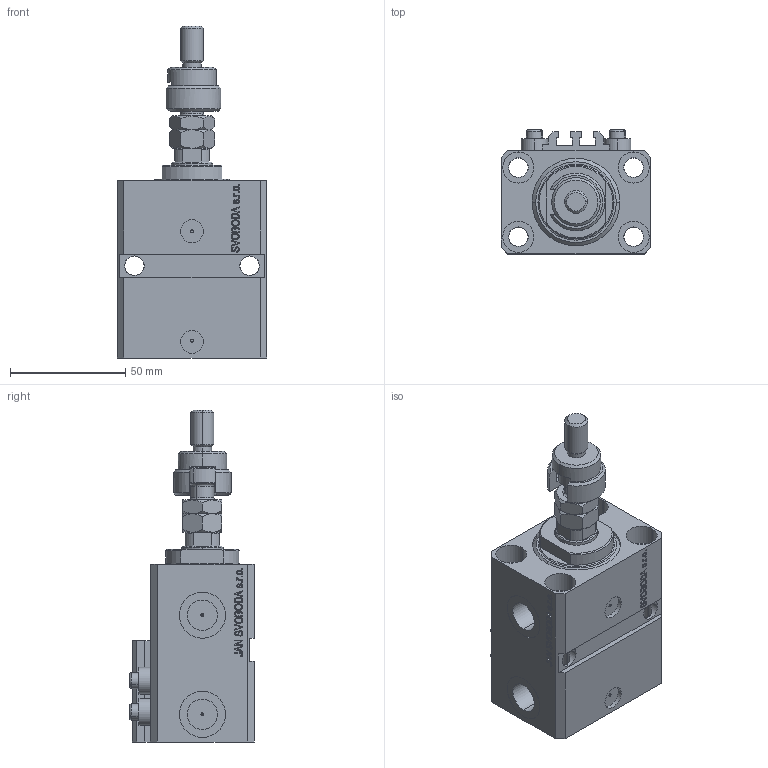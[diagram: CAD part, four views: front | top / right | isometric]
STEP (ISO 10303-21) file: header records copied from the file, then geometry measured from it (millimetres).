
FILE_DESCRIPTION (( 'STEP AP203' ), '1' );
FILE_NAME ('fa7d.STEP', '2023-10-07T20:33:16', ( '' ), ( '' ), 'SwSTEP 2.0', 'SolidWorks 2019', '' );
FILE_SCHEMA (( 'CONFIG_CONTROL_DESIGN' ));
Length unit declared in the file: millimetre
Products named in the file (8): V250CE_C_VCP 50de4bc8dbde03a6210f3010d259a1ba; fa7d; DFA 50de4bc8dbde03a6210f3010d259a1ba; FEMALE_PART_FOR_DFA 50de4bc8dbde03a6210f3010d259a1ba; V250CE_E_Body 50de4bc8dbde03a6210f3010d259a1ba; V250CE_VC_E 50de4bc8dbde03a6210f3010d259a1ba; ALLEN BOLT V250CE 50de4bc8dbde03a6210f3010d259a1ba; MFA 50de4bc8dbde03a6210f3010d259a1ba
Assembly tree (10 placements, depth 3):
  fa7d
    V250CE_E_Body 50de4bc8dbde03a6210f3010d259a1ba
    ALLEN BOLT V250CE 50de4bc8dbde03a6210f3010d259a1ba  x4
    V250CE_C_VCP 50de4bc8dbde03a6210f3010d259a1ba
    V250CE_VC_E 50de4bc8dbde03a6210f3010d259a1ba
    DFA 50de4bc8dbde03a6210f3010d259a1ba
      FEMALE_PART_FOR_DFA 50de4bc8dbde03a6210f3010d259a1ba
      MFA 50de4bc8dbde03a6210f3010d259a1ba
Bounding box: 65 x 54 x 144 mm (x, y, z)
Volume: 211569.3 mm3; surface area: 64630.6 mm2
Topology: 10 solids, 10 shells, 1152 faces, 2851 edges, 1836 vertices
Faces by surface type: plane 539, bspline 360, cylinder 139, cone 96, torus 18
Entity records: 49978 total; most frequent: CARTESIAN_POINT 25735, ORIENTED_EDGE 5392, DIRECTION 3628, EDGE_CURVE 2696, VERTEX_POINT 1752, VECTOR 1578, LINE 1578, EDGE_LOOP 1214
